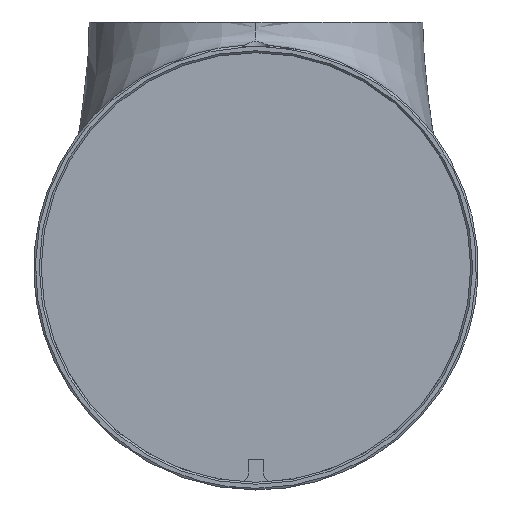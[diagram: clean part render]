
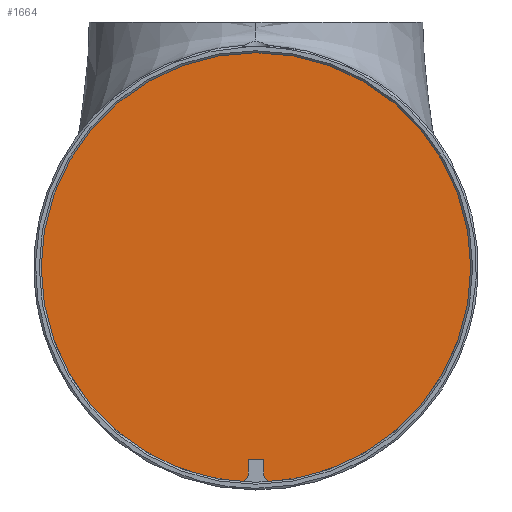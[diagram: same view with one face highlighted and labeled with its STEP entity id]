
A CAD part, left-side view. The second image highlights one B-rep face of the part: STEP entity #1664.
In plain terms, the highlighted planar face has unit normal (-1, 0, 0).
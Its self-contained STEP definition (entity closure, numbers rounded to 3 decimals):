
#15 = DIRECTION ( 'NONE',  ( -1., 0., 0. ) ) ;
#34 = CIRCLE ( 'NONE', #625, 56. ) ;
#66 = AXIS2_PLACEMENT_3D ( 'NONE', #421, #2565, #496 ) ;
#101 = EDGE_CURVE ( 'NONE', #2652, #3258, #1171, .T. ) ;
#105 = CARTESIAN_POINT ( 'NONE',  ( -118.5, -1.5, 729. ) ) ;
#204 = EDGE_LOOP ( 'NONE', ( #1118, #443, #2849, #2100, #1772, #2473, #1618, #404, #3347, #481 ) ) ;
#254 = CARTESIAN_POINT ( 'NONE',  ( -118.5, -4., 725.148 ) ) ;
#270 = VECTOR ( 'NONE', #1842, 1000. ) ;
#276 = VERTEX_POINT ( 'NONE', #2420 ) ;
#373 = CIRCLE ( 'NONE', #811, 56. ) ;
#404 = ORIENTED_EDGE ( 'NONE', *, *, #2442, .T. ) ;
#414 = CARTESIAN_POINT ( 'NONE',  ( -118.5, 2., 725.148 ) ) ;
#421 = CARTESIAN_POINT ( 'NONE',  ( -118.5, 4., 725.148 ) ) ;
#443 = ORIENTED_EDGE ( 'NONE', *, *, #2346, .T. ) ;
#481 = ORIENTED_EDGE ( 'NONE', *, *, #101, .T. ) ;
#496 = DIRECTION ( 'NONE',  ( 0., -1., 0. ) ) ;
#581 = CIRCLE ( 'NONE', #1615, 0.5 ) ;
#625 = AXIS2_PLACEMENT_3D ( 'NONE', #795, #15, #1052 ) ;
#659 = CARTESIAN_POINT ( 'NONE',  ( -118.5, 4.148, 723.154 ) ) ;
#671 = DIRECTION ( 'NONE',  ( -1., 0., 0. ) ) ;
#713 = VERTEX_POINT ( 'NONE', #659 ) ;
#793 = DIRECTION ( 'NONE',  ( 0., -1., 0. ) ) ;
#795 = CARTESIAN_POINT ( 'NONE',  ( -118.5, 0., 779. ) ) ;
#811 = AXIS2_PLACEMENT_3D ( 'NONE', #1989, #671, #2489 ) ;
#828 = DIRECTION ( 'NONE',  ( -1., 0., 0. ) ) ;
#830 = VECTOR ( 'NONE', #3147, 1000. ) ;
#914 = EDGE_CURVE ( 'NONE', #3258, #3364, #373, .T. ) ;
#1052 = DIRECTION ( 'NONE',  ( 0., -1., 0. ) ) ;
#1092 = DIRECTION ( 'NONE',  ( 1., 0., 0. ) ) ;
#1112 = CARTESIAN_POINT ( 'NONE',  ( -118.5, -2., 729. ) ) ;
#1118 = ORIENTED_EDGE ( 'NONE', *, *, #914, .T. ) ;
#1134 = CIRCLE ( 'NONE', #3223, 56. ) ;
#1171 = CIRCLE ( 'NONE', #3206, 2. ) ;
#1293 = DIRECTION ( 'NONE',  ( 0., -1., 0. ) ) ;
#1415 = EDGE_CURVE ( 'NONE', #2652, #1572, #2563, .T. ) ;
#1468 = CARTESIAN_POINT ( 'NONE',  ( -118.5, 0., 779. ) ) ;
#1510 = CARTESIAN_POINT ( 'NONE',  ( -118.5, -4.148, 723.154 ) ) ;
#1572 = VERTEX_POINT ( 'NONE', #2433 ) ;
#1583 = DIRECTION ( 'NONE',  ( 0., -1., 0. ) ) ;
#1615 = AXIS2_PLACEMENT_3D ( 'NONE', #2934, #1092, #2151 ) ;
#1618 = ORIENTED_EDGE ( 'NONE', *, *, #1819, .F. ) ;
#1664 = ADVANCED_FACE ( 'NONE', ( #3178 ), #3145, .T. ) ;
#1704 = EDGE_CURVE ( 'NONE', #3153, #713, #1134, .T. ) ;
#1711 = LINE ( 'NONE', #2770, #830 ) ;
#1753 = VERTEX_POINT ( 'NONE', #105 ) ;
#1772 = ORIENTED_EDGE ( 'NONE', *, *, #2104, .F. ) ;
#1819 = EDGE_CURVE ( 'NONE', #1753, #2846, #2651, .T. ) ;
#1842 = DIRECTION ( 'NONE',  ( 0., 1., 0. ) ) ;
#1884 = CARTESIAN_POINT ( 'NONE',  ( -118.5, 0., 779. ) ) ;
#1899 = EDGE_CURVE ( 'NONE', #713, #3121, #2137, .T. ) ;
#1936 = CARTESIAN_POINT ( 'NONE',  ( -118.5, -2., 725.148 ) ) ;
#1989 = CARTESIAN_POINT ( 'NONE',  ( -118.5, 0., 779. ) ) ;
#2011 = VECTOR ( 'NONE', #3195, 1000. ) ;
#2100 = ORIENTED_EDGE ( 'NONE', *, *, #1899, .T. ) ;
#2104 = EDGE_CURVE ( 'NONE', #276, #3121, #1711, .T. ) ;
#2137 = CIRCLE ( 'NONE', #66, 2. ) ;
#2151 = DIRECTION ( 'NONE',  ( 0., -1., 0. ) ) ;
#2205 = DIRECTION ( 'NONE',  ( -1., 0., 0. ) ) ;
#2346 = EDGE_CURVE ( 'NONE', #3364, #3153, #34, .T. ) ;
#2380 = CIRCLE ( 'NONE', #3152, 0.5 ) ;
#2420 = CARTESIAN_POINT ( 'NONE',  ( -118.5, 2., 728.5 ) ) ;
#2433 = CARTESIAN_POINT ( 'NONE',  ( -118.5, -2., 728.5 ) ) ;
#2442 = EDGE_CURVE ( 'NONE', #1753, #1572, #2380, .T. ) ;
#2473 = ORIENTED_EDGE ( 'NONE', *, *, #2876, .T. ) ;
#2489 = DIRECTION ( 'NONE',  ( 0., -1., 0. ) ) ;
#2563 = LINE ( 'NONE', #1112, #2011 ) ;
#2565 = DIRECTION ( 'NONE',  ( -1., 0., 0. ) ) ;
#2598 = DIRECTION ( 'NONE',  ( 1., 0., 0. ) ) ;
#2651 = LINE ( 'NONE', #3151, #270 ) ;
#2652 = VERTEX_POINT ( 'NONE', #1936 ) ;
#2723 = AXIS2_PLACEMENT_3D ( 'NONE', #1884, #2939, #793 ) ;
#2727 = DIRECTION ( 'NONE',  ( 0., -1., 0. ) ) ;
#2770 = CARTESIAN_POINT ( 'NONE',  ( -118.5, 2., 729. ) ) ;
#2846 = VERTEX_POINT ( 'NONE', #2950 ) ;
#2849 = ORIENTED_EDGE ( 'NONE', *, *, #1704, .T. ) ;
#2861 = CARTESIAN_POINT ( 'NONE',  ( -118.5, -1.5, 728.5 ) ) ;
#2876 = EDGE_CURVE ( 'NONE', #276, #2846, #581, .T. ) ;
#2934 = CARTESIAN_POINT ( 'NONE',  ( -118.5, 1.5, 728.5 ) ) ;
#2939 = DIRECTION ( 'NONE',  ( -1., 0., 0. ) ) ;
#2950 = CARTESIAN_POINT ( 'NONE',  ( -118.5, 1.5, 729. ) ) ;
#3121 = VERTEX_POINT ( 'NONE', #414 ) ;
#3145 = PLANE ( 'NONE',  #2723 ) ;
#3147 = DIRECTION ( 'NONE',  ( 0., 0., -1. ) ) ;
#3151 = CARTESIAN_POINT ( 'NONE',  ( -118.5, 2., 729. ) ) ;
#3152 = AXIS2_PLACEMENT_3D ( 'NONE', #2861, #2598, #1293 ) ;
#3153 = VERTEX_POINT ( 'NONE', #3336 ) ;
#3178 = FACE_OUTER_BOUND ( 'NONE', #204, .T. ) ;
#3195 = DIRECTION ( 'NONE',  ( 0., 0., 1. ) ) ;
#3206 = AXIS2_PLACEMENT_3D ( 'NONE', #254, #828, #1583 ) ;
#3223 = AXIS2_PLACEMENT_3D ( 'NONE', #1468, #2205, #2727 ) ;
#3258 = VERTEX_POINT ( 'NONE', #1510 ) ;
#3336 = CARTESIAN_POINT ( 'NONE',  ( -118.5, 56., 779. ) ) ;
#3347 = ORIENTED_EDGE ( 'NONE', *, *, #1415, .F. ) ;
#3364 = VERTEX_POINT ( 'NONE', #3368 ) ;
#3368 = CARTESIAN_POINT ( 'NONE',  ( -118.5, -56., 779. ) ) ;
